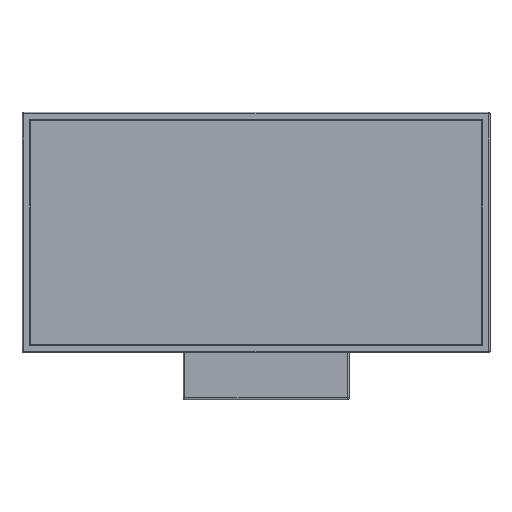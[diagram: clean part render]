
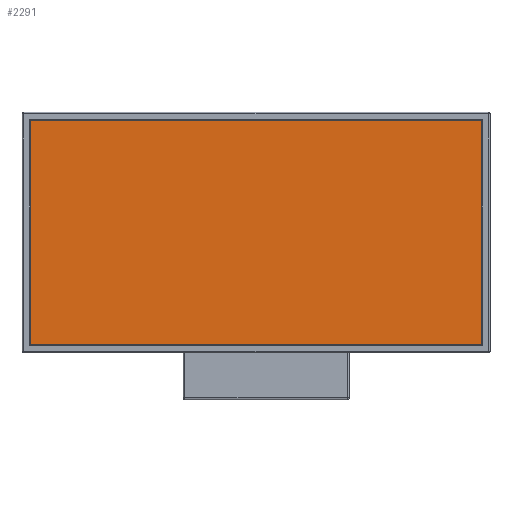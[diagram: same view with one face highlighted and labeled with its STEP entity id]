
A CAD part, top view. The second image highlights one B-rep face of the part: STEP entity #2291.
In plain terms, the highlighted planar face has unit normal (0, 0, 1).
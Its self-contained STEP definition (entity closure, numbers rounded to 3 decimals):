
#227=FACE_OUTER_BOUND('',#375,.T.);
#375=EDGE_LOOP('',(#1475,#1476,#1477,#1478));
#527=LINE('',#3482,#739);
#528=LINE('',#3484,#740);
#529=LINE('',#3486,#741);
#530=LINE('',#3487,#742);
#739=VECTOR('',#2732,1.);
#740=VECTOR('',#2733,1.);
#741=VECTOR('',#2734,1.);
#742=VECTOR('',#2735,1.);
#951=VERTEX_POINT('',#3480);
#952=VERTEX_POINT('',#3481);
#953=VERTEX_POINT('',#3483);
#954=VERTEX_POINT('',#3485);
#1143=EDGE_CURVE('',#951,#952,#527,.T.);
#1144=EDGE_CURVE('',#951,#953,#528,.T.);
#1145=EDGE_CURVE('',#953,#954,#529,.T.);
#1146=EDGE_CURVE('',#952,#954,#530,.T.);
#1475=ORIENTED_EDGE('',*,*,#1143,.F.);
#1476=ORIENTED_EDGE('',*,*,#1144,.T.);
#1477=ORIENTED_EDGE('',*,*,#1145,.T.);
#1478=ORIENTED_EDGE('',*,*,#1146,.F.);
#2083=PLANE('',#2460);
#2291=ADVANCED_FACE('',(#227),#2083,.T.);
#2460=AXIS2_PLACEMENT_3D('',#3479,#2730,#2731);
#2730=DIRECTION('center_axis',(0.,0.,1.));
#2731=DIRECTION('ref_axis',(1.,0.,0.));
#2732=DIRECTION('',(0.,1.,0.));
#2733=DIRECTION('',(1.,0.,0.));
#2734=DIRECTION('',(0.,1.,0.));
#2735=DIRECTION('',(1.,0.,0.));
#3479=CARTESIAN_POINT('Origin',(30.4,-15.925,3.358));
#3480=CARTESIAN_POINT('',(30.4,-15.925,3.358));
#3481=CARTESIAN_POINT('',(30.4,-2.445,3.358));
#3482=CARTESIAN_POINT('',(30.4,-15.925,3.358));
#3483=CARTESIAN_POINT('',(57.58,-15.925,3.358));
#3484=CARTESIAN_POINT('',(30.4,-15.925,3.358));
#3485=CARTESIAN_POINT('',(57.58,-2.445,3.358));
#3486=CARTESIAN_POINT('',(57.58,-15.925,3.358));
#3487=CARTESIAN_POINT('',(30.4,-2.445,3.358));
